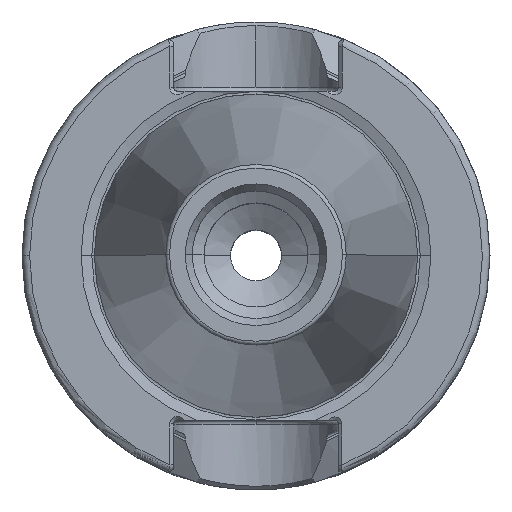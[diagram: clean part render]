
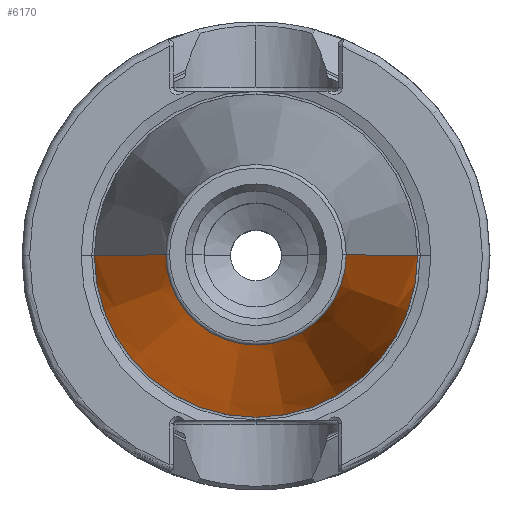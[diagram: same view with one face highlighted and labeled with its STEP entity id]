
A CAD part, top view. The second image highlights one B-rep face of the part: STEP entity #6170.
In plain terms, the highlighted conical face has half-angle 8.298 degrees and reference radius 8.816 mm.
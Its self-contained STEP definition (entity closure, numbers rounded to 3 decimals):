
#102 = LINE ( 'NONE', #1682, #4961 ) ;
#296 = DIRECTION ( 'NONE',  ( 1., 0., 0. ) ) ;
#415 = DIRECTION ( 'NONE',  ( 0.144, 0., -0.99 ) ) ;
#439 = CARTESIAN_POINT ( 'NONE',  ( 0., 0., 48.4 ) ) ;
#923 = CARTESIAN_POINT ( 'NONE',  ( 15.875, 0., 0. ) ) ;
#1216 = CARTESIAN_POINT ( 'NONE',  ( 0., 0., 0. ) ) ;
#1368 = CARTESIAN_POINT ( 'NONE',  ( 8.863, 0., 48.079 ) ) ;
#1576 = DIRECTION ( 'NONE',  ( -1., 0., 0. ) ) ;
#1682 = CARTESIAN_POINT ( 'NONE',  ( -8.816, 0., 48.4 ) ) ;
#1692 = DIRECTION ( 'NONE',  ( -1., 0., 0. ) ) ;
#1922 = LINE ( 'NONE', #6206, #5330 ) ;
#2154 = VERTEX_POINT ( 'NONE', #5314 ) ;
#2445 = VERTEX_POINT ( 'NONE', #2667 ) ;
#2497 = ORIENTED_EDGE ( 'NONE', *, *, #5863, .F. ) ;
#2667 = CARTESIAN_POINT ( 'NONE',  ( -8.863, 0., 48.079 ) ) ;
#3164 = DIRECTION ( 'NONE',  ( -0.144, 0., -0.99 ) ) ;
#3179 = EDGE_CURVE ( 'NONE', #5812, #2445, #3467, .T. ) ;
#3211 = DIRECTION ( 'NONE',  ( 0., 0., -1. ) ) ;
#3235 = ORIENTED_EDGE ( 'NONE', *, *, #3179, .T. ) ;
#3446 = ORIENTED_EDGE ( 'NONE', *, *, #3655, .F. ) ;
#3467 = CIRCLE ( 'NONE', #4958, 8.863 ) ;
#3474 = ORIENTED_EDGE ( 'NONE', *, *, #5760, .T. ) ;
#3605 = FACE_OUTER_BOUND ( 'NONE', #4341, .T. ) ;
#3655 = EDGE_CURVE ( 'NONE', #5374, #2154, #4774, .T. ) ;
#3804 = AXIS2_PLACEMENT_3D ( 'NONE', #439, #5419, #1576 ) ;
#4304 = CONICAL_SURFACE ( 'NONE', #3804, 8.816, 0.145 ) ;
#4341 = EDGE_LOOP ( 'NONE', ( #2497, #3235, #3474, #3446 ) ) ;
#4613 = DIRECTION ( 'NONE',  ( 0., 0., -1. ) ) ;
#4774 = CIRCLE ( 'NONE', #5058, 15.875 ) ;
#4958 = AXIS2_PLACEMENT_3D ( 'NONE', #6065, #3211, #296 ) ;
#4961 = VECTOR ( 'NONE', #3164, 1000. ) ;
#5058 = AXIS2_PLACEMENT_3D ( 'NONE', #1216, #4613, #1692 ) ;
#5314 = CARTESIAN_POINT ( 'NONE',  ( -15.875, 0., 0. ) ) ;
#5330 = VECTOR ( 'NONE', #415, 1000. ) ;
#5374 = VERTEX_POINT ( 'NONE', #923 ) ;
#5419 = DIRECTION ( 'NONE',  ( 0., 0., -1. ) ) ;
#5760 = EDGE_CURVE ( 'NONE', #2445, #2154, #102, .T. ) ;
#5812 = VERTEX_POINT ( 'NONE', #1368 ) ;
#5863 = EDGE_CURVE ( 'NONE', #5812, #5374, #1922, .T. ) ;
#6065 = CARTESIAN_POINT ( 'NONE',  ( 0., 0., 48.079 ) ) ;
#6170 = ADVANCED_FACE ( 'NONE', ( #3605 ), #4304, .T. ) ;
#6206 = CARTESIAN_POINT ( 'NONE',  ( 8.816, 0., 48.4 ) ) ;
